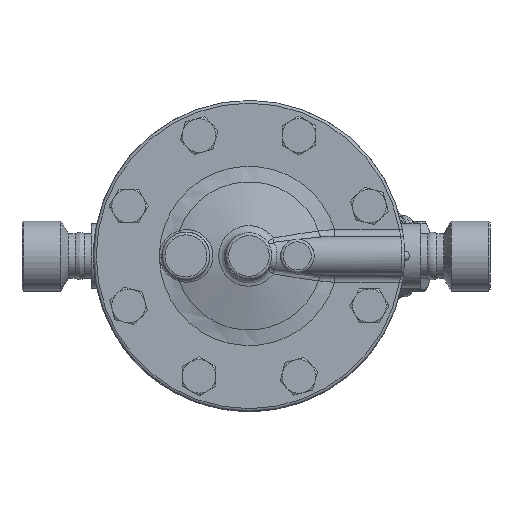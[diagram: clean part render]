
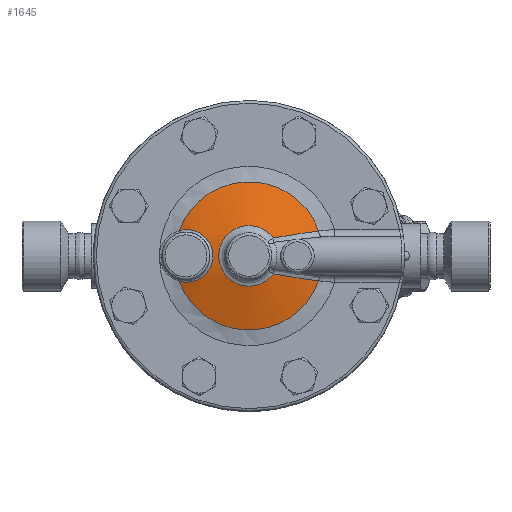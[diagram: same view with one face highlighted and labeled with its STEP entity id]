
A CAD part, top view. The second image highlights one B-rep face of the part: STEP entity #1645.
In plain terms, the highlighted spherical face has radius 143 mm.
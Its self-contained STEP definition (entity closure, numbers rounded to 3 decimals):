
#966=CARTESIAN_POINT('',(-49.747,-17.953,62.227));
#967=VERTEX_POINT('',#966);
#975=CARTESIAN_POINT('',(-49.747,17.953,62.227));
#976=VERTEX_POINT('',#975);
#977=CARTESIAN_POINT('',(-49.747,-17.953,62.227));
#978=CARTESIAN_POINT('',(-48.971,-18.185,62.486));
#979=CARTESIAN_POINT('',(-47.382,-18.55,63.015));
#980=CARTESIAN_POINT('',(-45.146,-18.763,63.756));
#981=CARTESIAN_POINT('',(-43.517,-18.732,64.292));
#982=CARTESIAN_POINT('',(-42.308,-18.631,64.689));
#983=CARTESIAN_POINT('',(-41.304,-18.497,65.018));
#984=CARTESIAN_POINT('',(-39.838,-18.204,65.497));
#985=CARTESIAN_POINT('',(-38.395,-17.783,65.967));
#986=CARTESIAN_POINT('',(-36.357,-16.987,66.628));
#987=CARTESIAN_POINT('',(-34.55,-16.019,67.21));
#988=CARTESIAN_POINT('',(-32.752,-14.726,67.788));
#989=CARTESIAN_POINT('',(-31.07,-13.271,68.326));
#990=CARTESIAN_POINT('',(-29.779,-11.814,68.738));
#991=CARTESIAN_POINT('',(-28.486,-9.977,69.149));
#992=CARTESIAN_POINT('',(-27.637,-8.503,69.418));
#993=CARTESIAN_POINT('',(-26.851,-6.695,69.667));
#994=CARTESIAN_POINT('',(-26.138,-4.543,69.892));
#995=CARTESIAN_POINT('',(-25.72,-2.282,70.024));
#996=CARTESIAN_POINT('',(-25.616,-0.016,70.057));
#997=CARTESIAN_POINT('',(-25.692,1.695,70.033));
#998=CARTESIAN_POINT('',(-25.925,3.393,69.959));
#999=CARTESIAN_POINT('',(-26.245,4.776,69.858));
#1000=CARTESIAN_POINT('',(-26.738,6.398,69.703));
#1001=CARTESIAN_POINT('',(-27.381,7.981,69.499));
#1002=CARTESIAN_POINT('',(-28.331,9.722,69.198));
#1003=CARTESIAN_POINT('',(-29.268,11.122,68.9));
#1004=CARTESIAN_POINT('',(-30.317,12.421,68.566));
#1005=CARTESIAN_POINT('',(-31.676,13.829,68.132));
#1006=CARTESIAN_POINT('',(-33.072,14.982,67.685));
#1007=CARTESIAN_POINT('',(-34.446,15.904,67.244));
#1008=CARTESIAN_POINT('',(-35.508,16.52,66.901));
#1009=CARTESIAN_POINT('',(-36.612,17.067,66.545));
#1010=CARTESIAN_POINT('',(-38.13,17.699,66.053));
#1011=CARTESIAN_POINT('',(-39.702,18.177,65.541));
#1012=CARTESIAN_POINT('',(-41.304,18.497,65.018));
#1013=CARTESIAN_POINT('',(-42.908,18.711,64.493));
#1014=CARTESIAN_POINT('',(-44.941,18.783,63.824));
#1015=CARTESIAN_POINT('',(-47.383,18.55,63.015));
#1016=CARTESIAN_POINT('',(-48.971,18.185,62.486));
#1017=CARTESIAN_POINT('',(-49.747,17.953,62.227));
#1018=B_SPLINE_CURVE_WITH_KNOTS('',3,(#977,#978,#979,#980,#981,#982,#983,#984,#985,#986,#987,#988,#989,#990,#991,#992,#993,#994,#995,#996,#997,#998,#999,#1000,#1001,#1002,#1003,#1004,#1005,#1006,#1007,#1008,#1009,#1010,#1011,#1012,#1013,#1014,#1015,#1016,#1017),.UNSPECIFIED.,.F.,.U.,(4,1,1,1,1,1,1,1,1,1,1,1,1,1,1,1,1,1,1,1,1,1,1,1,1,1,1,1,1,1,1,1,1,1,1,1,1,1,4),(-7.242,-6.983,-6.725,-6.531,-6.466,-6.337,-6.207,-5.992,-5.862,-5.518,-5.345,-5.173,-4.828,-4.742,-4.483,-4.311,-4.138,-3.793,-3.621,-3.449,-3.276,-3.104,-3.017,-2.759,-2.586,-2.414,-2.242,-2.069,-1.81,-1.681,-1.552,-1.423,-1.293,-1.035,-0.905,-0.776,-0.517,-0.259,0.0),.UNSPECIFIED.);
#1019=EDGE_CURVE('',#967,#976,#1018,.T.);
#1532=CARTESIAN_POINT('',(49.813,-17.77,62.227));
#1533=VERTEX_POINT('',#1532);
#1542=CARTESIAN_POINT('',(0.,0.0,62.227));
#1543=DIRECTION('',(0.0,0.0,-1.0));
#1544=DIRECTION('',(0.0,1.0,0.0));
#1545=AXIS2_PLACEMENT_3D('',#1542,#1543,#1544);
#1546=CIRCLE('',#1545,52.887);
#1547=EDGE_CURVE('',#1533,#967,#1546,.T.);
#1576=CARTESIAN_POINT('',(49.813,17.77,62.227));
#1577=VERTEX_POINT('',#1576);
#1578=CARTESIAN_POINT('',(0.,0.0,62.227));
#1579=DIRECTION('',(0.0,0.0,-1.0));
#1580=DIRECTION('',(0.0,1.0,0.0));
#1581=AXIS2_PLACEMENT_3D('',#1578,#1579,#1580);
#1582=CIRCLE('',#1581,52.887);
#1583=EDGE_CURVE('',#976,#1577,#1582,.T.);
#1606=CARTESIAN_POINT('',(0.,0.0,-70.634));
#1607=DIRECTION('',(0.0,0.0,1.0));
#1608=DIRECTION('',(1.0,0.0,0.0));
#1609=AXIS2_PLACEMENT_3D('',#1606,#1607,#1608);
#1610=SPHERICAL_SURFACE('',#1609,143.0);
#1611=ORIENTED_EDGE('',*,*,#1019,.F.);
#1612=ORIENTED_EDGE('',*,*,#1547,.F.);
#1613=CARTESIAN_POINT('',(17.354,-12.85,70.727));
#1614=VERTEX_POINT('',#1613);
#1615=CARTESIAN_POINT('',(17.354,-12.85,70.727));
#1616=CARTESIAN_POINT('',(20.525,-13.288,70.298));
#1617=CARTESIAN_POINT('',(26.827,-14.309,69.209));
#1618=CARTESIAN_POINT('',(37.705,-16.193,66.535));
#1619=CARTESIAN_POINT('',(45.317,-17.316,63.973));
#1620=CARTESIAN_POINT('',(49.813,-17.77,62.227));
#1621=B_SPLINE_CURVE_WITH_KNOTS('',3,(#1615,#1616,#1617,#1618,#1619,#1620),.UNSPECIFIED.,.F.,.U.,(4,1,1,4),(-3.51,-2.507,-1.504,0.0),.UNSPECIFIED.);
#1622=EDGE_CURVE('',#1614,#1533,#1621,.T.);
#1623=ORIENTED_EDGE('',*,*,#1622,.F.);
#1624=CARTESIAN_POINT('',(17.354,12.85,70.727));
#1625=VERTEX_POINT('',#1624);
#1626=CARTESIAN_POINT('',(0.,0.0,70.727));
#1627=DIRECTION('',(0.0,0.0,1.0));
#1628=DIRECTION('',(-1.0,0.0,0.0));
#1629=AXIS2_PLACEMENT_3D('',#1626,#1627,#1628);
#1630=CIRCLE('',#1629,21.594);
#1631=EDGE_CURVE('',#1625,#1614,#1630,.T.);
#1632=ORIENTED_EDGE('',*,*,#1631,.F.);
#1633=CARTESIAN_POINT('',(49.813,17.77,62.227));
#1634=CARTESIAN_POINT('',(46.815,17.467,63.391));
#1635=CARTESIAN_POINT('',(40.758,16.667,65.534));
#1636=CARTESIAN_POINT('',(29.964,14.87,68.579));
#1637=CARTESIAN_POINT('',(22.111,13.507,70.083));
#1638=CARTESIAN_POINT('',(17.354,12.85,70.727));
#1639=B_SPLINE_CURVE_WITH_KNOTS('',3,(#1633,#1634,#1635,#1636,#1637,#1638),.UNSPECIFIED.,.F.,.U.,(4,1,1,4),(-3.51,-2.507,-1.504,0.0),.UNSPECIFIED.);
#1640=EDGE_CURVE('',#1577,#1625,#1639,.T.);
#1641=ORIENTED_EDGE('',*,*,#1640,.F.);
#1642=ORIENTED_EDGE('',*,*,#1583,.F.);
#1643=EDGE_LOOP('',(#1611,#1612,#1623,#1632,#1641,#1642));
#1644=FACE_OUTER_BOUND('',#1643,.T.);
#1645=ADVANCED_FACE('',(#1644),#1610,.T.);
